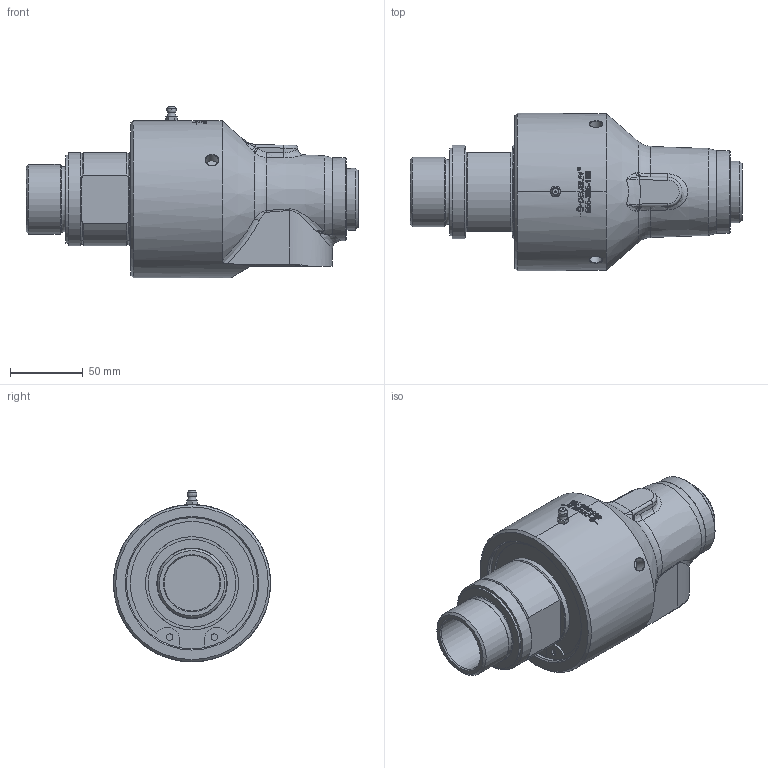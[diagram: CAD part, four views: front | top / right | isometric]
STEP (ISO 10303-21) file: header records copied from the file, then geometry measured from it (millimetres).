
FILE_DESCRIPTION(/* description */ (''),/* implementation_level */ '2;1');
FILE_NAME(/* name */ '555-385-198-IC.stp',/* time_stamp */ '2020-05-20T14:04:41-05:00',/* author */ ('GALINDOLM'),/* organization */ (''),/* preprocessor_version */ 'ST-DEVELOPER v18',/* originating_system */ 'Autodesk Inventor 2020',/* authorisation */ '');
FILE_SCHEMA (('AUTOMOTIVE_DESIGN { 1 0 10303 214 3 1 1 }'));
Length unit declared in the file: millimetre
Products named in the file (1): 555-385-198-IC
Bounding box: 228 x 108 x 117.99 mm (x, y, z)
Volume: 1016414.2 mm3; surface area: 95400.2 mm2
Topology: 1 solids, 5 shells, 542 faces, 1458 edges, 968 vertices
Faces by surface type: plane 242, bspline 177, cylinder 81, cone 33, torus 7, sphere 2
Full cylindrical faces by diameter (mm): 3 x1, 3.12 x2, 3.2 x1, 4.361 x2, 5.359 x1, 8.6 x3, 22.5 x1, 38.1 x1, 44.845 x1, 47.803 x1, 48.4 x1, 56.25 x1, 57 x1, 60.3 x1, 64 x2, 90.07 x1, 91 x1, 97.2 x1
Entity records: 23709 total; most frequent: CARTESIAN_POINT 10688, ORIENTED_EDGE 2900, DIRECTION 2328, EDGE_CURVE 1450, VERTEX_POINT 968, AXIS2_PLACEMENT_3D 920, EDGE_LOOP 594, FACE_OUTER_BOUND 542
